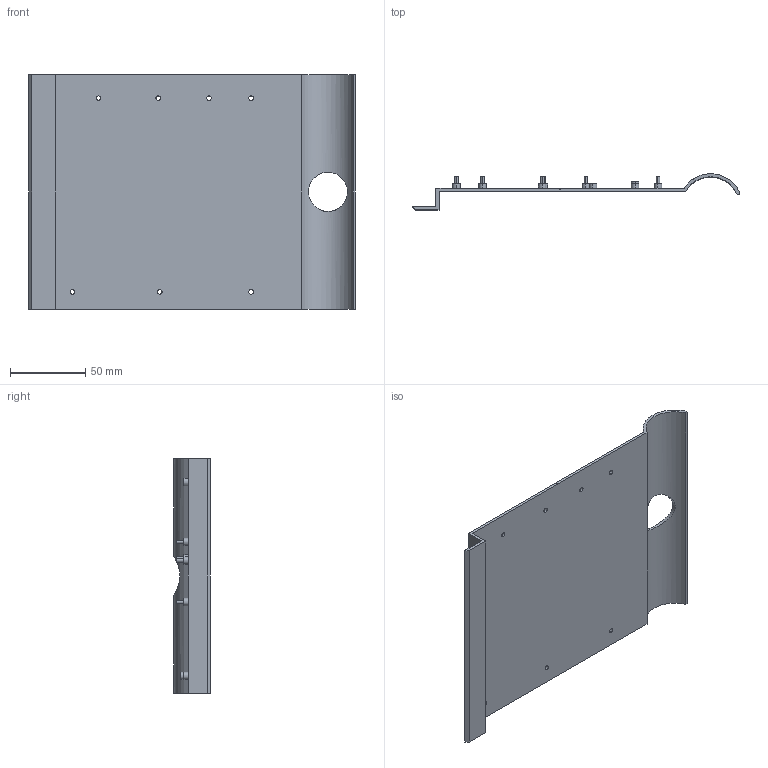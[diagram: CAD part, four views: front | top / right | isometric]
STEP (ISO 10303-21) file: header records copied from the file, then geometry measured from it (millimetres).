
FILE_DESCRIPTION (( 'STEP AP214' ), '1' );
FILE_NAME ('9. Mounting Platform.STEP', '2021-05-27T20:14:15', ( '' ), ( '' ), 'SwSTEP 2.0', 'SolidWorks 2020', '' );
FILE_SCHEMA (( 'AUTOMOTIVE_DESIGN' ));
Length unit declared in the file: millimetre
Products named in the file (1): 9. Mounting Platform
Bounding box: 216.69 x 23.91 x 155.5 mm (x, y, z)
Volume: 72794.7 mm3; surface area: 75582.6 mm2
Topology: 1 solids, 1 shells, 91 faces, 210 edges, 140 vertices
Faces by surface type: cylinder 56, plane 35
Entity records: 2890 total; most frequent: CARTESIAN_POINT 642, DIRECTION 498, ORIENTED_EDGE 420, EDGE_CURVE 210, AXIS2_PLACEMENT_3D 200, VERTEX_POINT 140, EDGE_LOOP 126, CIRCLE 108
